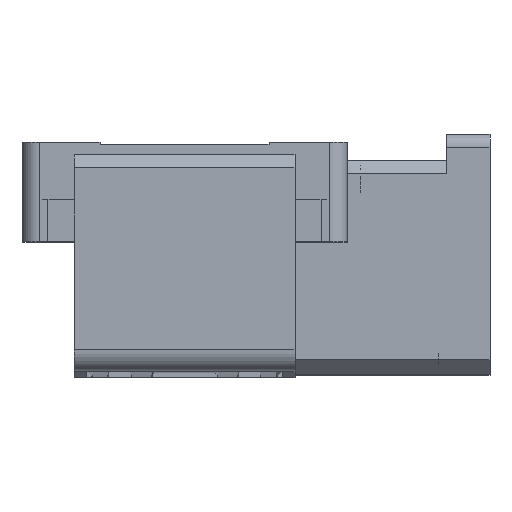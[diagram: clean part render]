
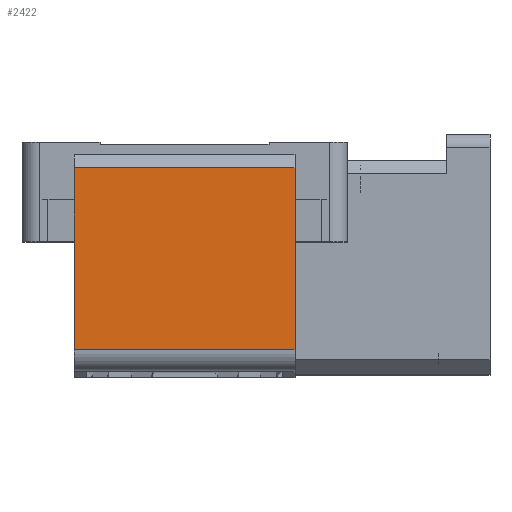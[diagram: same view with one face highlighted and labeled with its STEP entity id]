
A CAD part, top view. The second image highlights one B-rep face of the part: STEP entity #2422.
In plain terms, the highlighted planar face has unit normal (0, 0, 1).
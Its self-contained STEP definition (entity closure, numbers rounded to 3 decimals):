
#160=FACE_OUTER_BOUND('',#3618,.T.);
#552=LINE('',#13497,#1320);
#553=LINE('',#13500,#1321);
#554=LINE('',#13502,#1322);
#555=LINE('',#13504,#1323);
#1320=VECTOR('',#10691,1.);
#1321=VECTOR('',#10692,1.);
#1322=VECTOR('',#10693,1.);
#1323=VECTOR('',#10694,1.);
#2422=ADVANCED_FACE('',(#160),#2925,.T.);
#2925=PLANE('',#9559);
#3618=EDGE_LOOP('',(#4373,#4374,#4375,#4376));
#4373=ORIENTED_EDGE('',*,*,#7800,.F.);
#4374=ORIENTED_EDGE('',*,*,#7801,.F.);
#4375=ORIENTED_EDGE('',*,*,#7802,.F.);
#4376=ORIENTED_EDGE('',*,*,#7803,.F.);
#6892=VERTEX_POINT('',#13498);
#6893=VERTEX_POINT('',#13499);
#6894=VERTEX_POINT('',#13501);
#6895=VERTEX_POINT('',#13503);
#7800=EDGE_CURVE('',#6892,#6893,#552,.T.);
#7801=EDGE_CURVE('',#6894,#6892,#553,.T.);
#7802=EDGE_CURVE('',#6895,#6894,#554,.T.);
#7803=EDGE_CURVE('',#6893,#6895,#555,.T.);
#9559=AXIS2_PLACEMENT_3D('',#13505,#10695,#10696);
#10691=DIRECTION('',(0.,1.,0.));
#10692=DIRECTION('',(-1.,0.,0.));
#10693=DIRECTION('',(0.,-1.,0.));
#10694=DIRECTION('',(1.,0.,0.));
#10695=DIRECTION('',(0.,0.,1.));
#10696=DIRECTION('',(0.,1.,0.));
#13497=CARTESIAN_POINT('',(-27.624,-1.536,727.));
#13498=CARTESIAN_POINT('',(-27.624,-15.544,727.));
#13499=CARTESIAN_POINT('',(-27.624,26.456,727.));
#13500=CARTESIAN_POINT('',(-27.624,-15.544,727.));
#13501=CARTESIAN_POINT('',(23.376,-15.544,727.));
#13502=CARTESIAN_POINT('',(23.376,29.456,727.));
#13503=CARTESIAN_POINT('',(23.376,26.456,727.));
#13504=CARTESIAN_POINT('',(-27.624,26.456,727.));
#13505=CARTESIAN_POINT('',(-27.624,29.456,727.));
